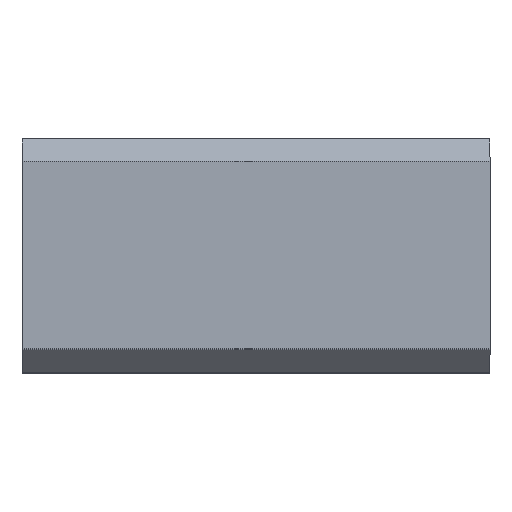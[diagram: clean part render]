
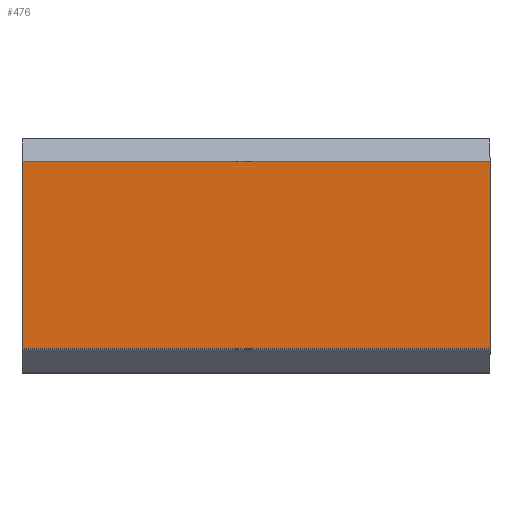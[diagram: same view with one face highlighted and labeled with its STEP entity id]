
A CAD part, top view. The second image highlights one B-rep face of the part: STEP entity #476.
In plain terms, the highlighted planar face has unit normal (0, 0, 1).
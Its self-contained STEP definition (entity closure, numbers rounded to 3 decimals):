
#3 = FACE_OUTER_BOUND ( 'NONE', #407, .T. ) ;
#46 = DIRECTION ( 'NONE',  ( 1., 0., 0. ) ) ;
#59 = CARTESIAN_POINT ( 'NONE',  ( -2.5, -1., 7. ) ) ;
#84 = LINE ( 'NONE', #451, #522 ) ;
#101 = VERTEX_POINT ( 'NONE', #273 ) ;
#108 = LINE ( 'NONE', #750, #753 ) ;
#142 = CARTESIAN_POINT ( 'NONE',  ( 0., 0., 7. ) ) ;
#170 = ORIENTED_EDGE ( 'NONE', *, *, #334, .T. ) ;
#177 = CARTESIAN_POINT ( 'NONE',  ( -2.5, 1., 7. ) ) ;
#182 = EDGE_CURVE ( 'NONE', #569, #601, #84, .T. ) ;
#213 = DIRECTION ( 'NONE',  ( -1., 0., 0. ) ) ;
#229 = CARTESIAN_POINT ( 'NONE',  ( -2.5, -1., 7. ) ) ;
#244 = AXIS2_PLACEMENT_3D ( 'NONE', #142, #613, #213 ) ;
#273 = CARTESIAN_POINT ( 'NONE',  ( -2.5, -1., 7. ) ) ;
#293 = VECTOR ( 'NONE', #46, 1000. ) ;
#334 = EDGE_CURVE ( 'NONE', #658, #569, #108, .T. ) ;
#357 = LINE ( 'NONE', #59, #293 ) ;
#396 = DIRECTION ( 'NONE',  ( -1., 0., 0. ) ) ;
#407 = EDGE_LOOP ( 'NONE', ( #170, #444, #583, #555 ) ) ;
#416 = PLANE ( 'NONE',  #244 ) ;
#444 = ORIENTED_EDGE ( 'NONE', *, *, #182, .T. ) ;
#451 = CARTESIAN_POINT ( 'NONE',  ( -2.5, 1., 7. ) ) ;
#469 = DIRECTION ( 'NONE',  ( 0., 1., 0. ) ) ;
#476 = ADVANCED_FACE ( 'NONE', ( #3 ), #416, .F. ) ;
#515 = CARTESIAN_POINT ( 'NONE',  ( 2.5, 1., 7. ) ) ;
#522 = VECTOR ( 'NONE', #396, 1000. ) ;
#555 = ORIENTED_EDGE ( 'NONE', *, *, #605, .T. ) ;
#569 = VERTEX_POINT ( 'NONE', #515 ) ;
#583 = ORIENTED_EDGE ( 'NONE', *, *, #616, .T. ) ;
#601 = VERTEX_POINT ( 'NONE', #177 ) ;
#605 = EDGE_CURVE ( 'NONE', #101, #658, #357, .T. ) ;
#613 = DIRECTION ( 'NONE',  ( 0., 0., -1. ) ) ;
#616 = EDGE_CURVE ( 'NONE', #601, #101, #749, .T. ) ;
#658 = VERTEX_POINT ( 'NONE', #723 ) ;
#697 = DIRECTION ( 'NONE',  ( 0., -1., 0. ) ) ;
#722 = VECTOR ( 'NONE', #697, 1000. ) ;
#723 = CARTESIAN_POINT ( 'NONE',  ( 2.5, -1., 7. ) ) ;
#749 = LINE ( 'NONE', #229, #722 ) ;
#750 = CARTESIAN_POINT ( 'NONE',  ( 2.5, -1., 7. ) ) ;
#753 = VECTOR ( 'NONE', #469, 1000. ) ;
